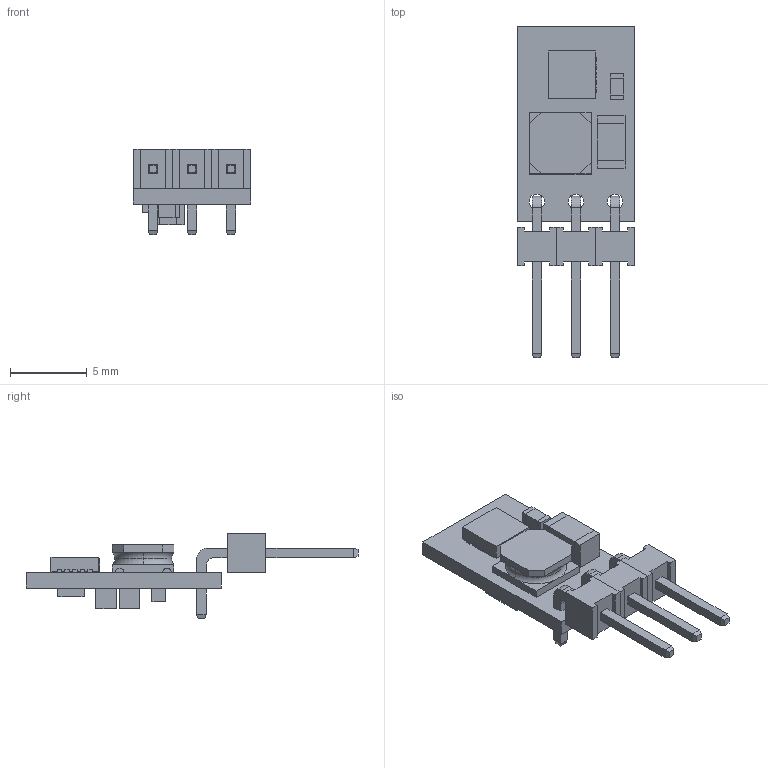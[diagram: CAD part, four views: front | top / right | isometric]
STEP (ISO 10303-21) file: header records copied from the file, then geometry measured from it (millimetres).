
FILE_DESCRIPTION (( 'STEP AP203' ), '1' );
FILE_NAME ('d45v1e1fx-step-down-voltage-regulators_with_header.STEP', '2025-07-17T22:15:50', ( '' ), ( '' ), 'SwSTEP 2.0', 'SolidWorks 2020', '' );
FILE_SCHEMA (( 'CONFIG_CONTROL_DESIGN' ));
Length unit declared in the file: inch
Products named in the file (3): Right angle pin header_03.step; d45v1e1fx-step-down-voltage-regulators_with_header; d45v1e1fx-step-down-voltage-regulators.step
Assembly tree (2 placements, depth 2):
  d45v1e1fx-step-down-voltage-regulators_with_header
    d45v1e1fx-step-down-voltage-regulators.step
    Right angle pin header_03.step
Bounding box: 7.62 x 21.58 x 5.54 mm (x, y, z)
Volume: 209 mm3; surface area: 549.4 mm2
Topology: 4 solids, 4 shells, 736 faces, 1983 edges, 1300 vertices
Faces by surface type: plane 498, bspline 204, cylinder 30, torus 4
Entity records: 30518 total; most frequent: CARTESIAN_POINT 13118, ORIENTED_EDGE 3966, DIRECTION 2693, EDGE_CURVE 1983, LINE 1471, VECTOR 1471, VERTEX_POINT 1300, EDGE_LOOP 807
